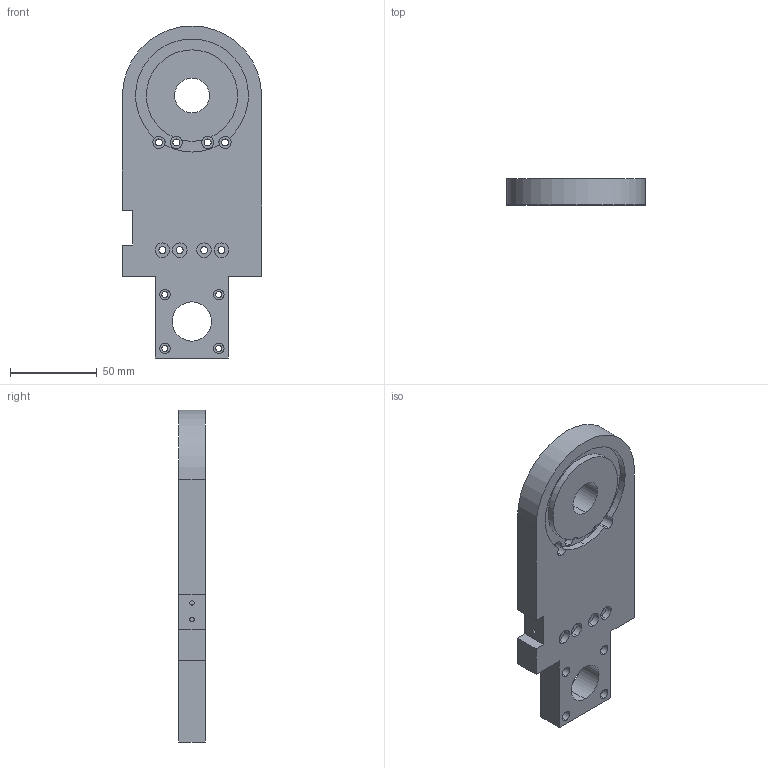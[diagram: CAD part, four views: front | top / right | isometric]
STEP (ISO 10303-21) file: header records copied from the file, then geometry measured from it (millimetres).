
FILE_DESCRIPTION (( 'STEP AP203' ), '1' );
FILE_NAME ('main_joint.STEP', '2025-11-06T14:12:25', ( '' ), ( '' ), 'SwSTEP 2.0', 'SolidWorks 2024', '' );
FILE_SCHEMA (( 'CONFIG_CONTROL_DESIGN' ));
Length unit declared in the file: millimetre
Products named in the file (1): main_joint
Bounding box: 80 x 15 x 191 mm (x, y, z)
Volume: 161802.4 mm3; surface area: 38286.7 mm2
Topology: 1 solids, 1 shells, 103 faces, 262 edges, 174 vertices
Faces by surface type: cylinder 63, plane 40
Entity records: 3307 total; most frequent: DIRECTION 604, CARTESIAN_POINT 540, ORIENTED_EDGE 524, EDGE_CURVE 262, AXIS2_PLACEMENT_3D 238, VERTEX_POINT 174, EDGE_LOOP 144, CIRCLE 134
